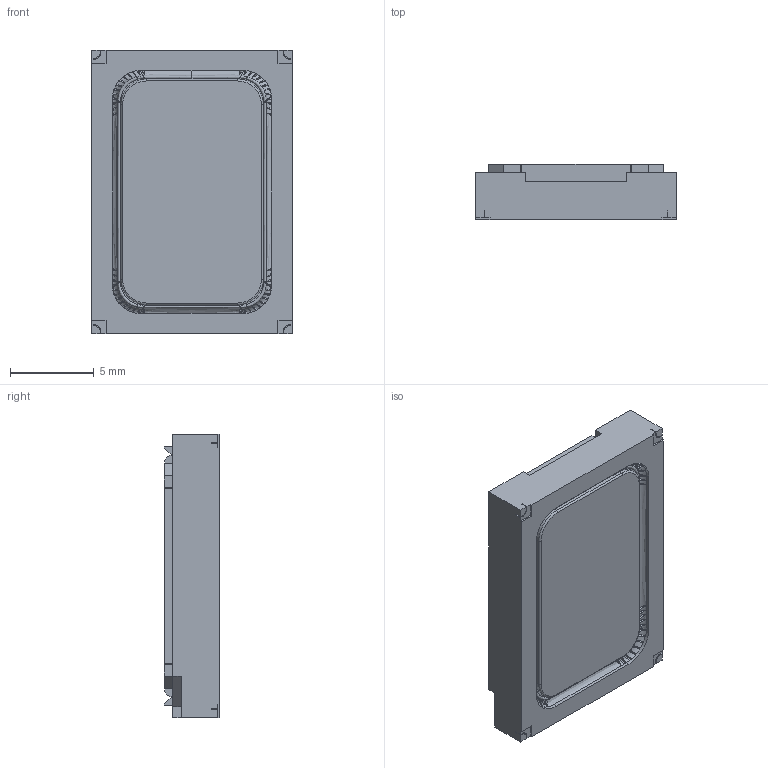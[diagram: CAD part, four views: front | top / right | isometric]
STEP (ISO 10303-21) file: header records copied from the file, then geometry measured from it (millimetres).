
FILE_DESCRIPTION(/* description */ (''),/* implementation_level */ '2;1');
FILE_NAME(/* name */ '1712 3D.stp',/* time_stamp */ '2020-05-27T15:23:47+08:00',/* author */ (''),/* organization */ (''),/* preprocessor_version */ 'ST-DEVELOPER v16',/* originating_system */ 'SIEMENS PLM Software NX 11.0',/* authorisation */ '');
FILE_SCHEMA (('AUTOMOTIVE_DESIGN { 1 0 10303 214 3 1 1 1 }'));
Length unit declared in the file: millimetre
Products named in the file (1): Admi11B4CACByx0r
Bounding box: 12 x 3.3 x 17 mm (x, y, z)
Volume: 568.7 mm3; surface area: 801.5 mm2
Topology: 1 solids, 3 shells, 646 faces, 1665 edges, 1043 vertices
Faces by surface type: bspline 416, plane 184, cylinder 42, torus 4
Full cylindrical faces by diameter (mm): 0.8 x14
Entity records: 30837 total; most frequent: CARTESIAN_POINT 18403, ORIENTED_EDGE 3282, EDGE_CURVE 1641, DIRECTION 1234, VERTEX_POINT 1033, B_SPLINE_CURVE_WITH_KNOTS 957, EDGE_LOOP 678, ADVANCED_FACE 646
